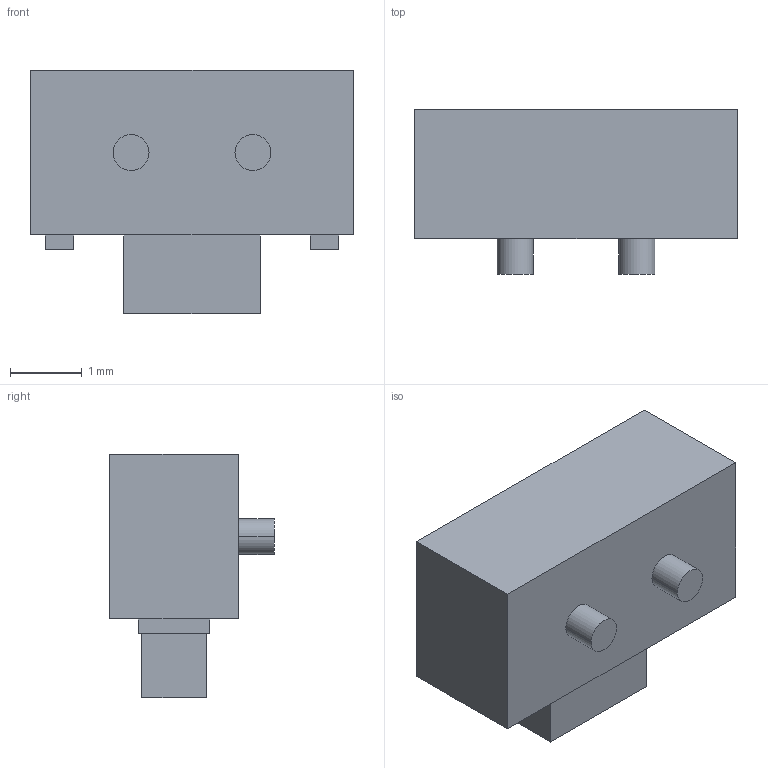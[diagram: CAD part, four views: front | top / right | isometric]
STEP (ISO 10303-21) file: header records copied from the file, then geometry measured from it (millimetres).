
FILE_DESCRIPTION((''),'2;1');
FILE_NAME('SIDE-BUTTONS','2012-09-18T',('Administrator'),(''),'PRO/ENGINEER BY PARAMETRIC TECHNOLOGY CORPORATION, 2008230','PRO/ENGINEER BY PARAMETRIC TECHNOLOGY CORPORATION, 2008230','');
FILE_SCHEMA(('AUTOMOTIVE_DESIGN_CC2 { 1 2 10303 214 -1 1 5 2 }'));
Length unit declared in the file: millimetre
Products named in the file (1): SIDE-BUTTONS
Bounding box: 4.5 x 2.3 x 3.4 mm (x, y, z)
Volume: 20.9 mm3; surface area: 54 mm2
Topology: 1 solids, 1 shells, 27 faces, 62 edges, 44 vertices
Faces by surface type: plane 23, cylinder 4
Entity records: 834 total; most frequent: CARTESIAN_POINT 130, DIRECTION 126, ORIENTED_EDGE 120, EDGE_CURVE 60, VECTOR 54, LINE 54, VERTEX_POINT 40, AXIS2_PLACEMENT_3D 36
